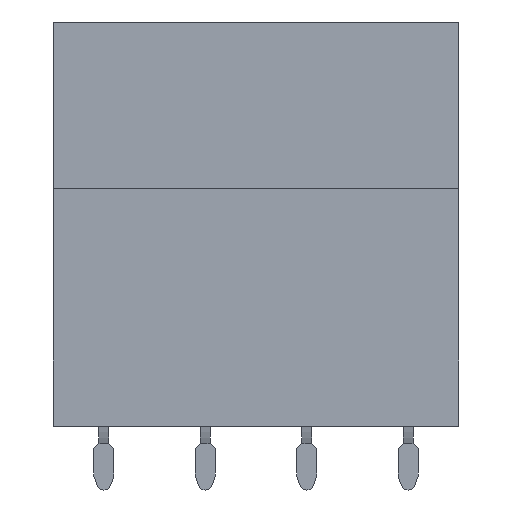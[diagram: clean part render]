
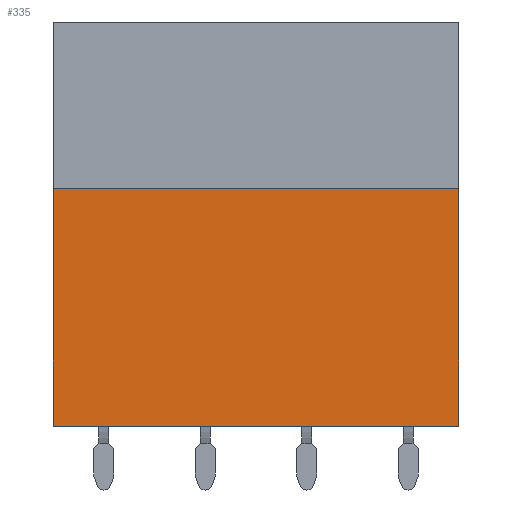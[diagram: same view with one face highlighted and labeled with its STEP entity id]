
A CAD part, front view. The second image highlights one B-rep face of the part: STEP entity #335.
In plain terms, the highlighted planar face has unit normal (0, -1, 0).
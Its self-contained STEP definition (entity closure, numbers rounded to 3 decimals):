
#308=AXIS2_PLACEMENT_3D('Plane Axis2P3D',#305,#306,#307) ;
#260=CARTESIAN_POINT('Vertex',(0.,0.,3.2)) ;
#263=CARTESIAN_POINT('Line Origine',(0.,0.,9.15)) ;
#267=CARTESIAN_POINT('Vertex',(0.,0.,15.1)) ;
#305=CARTESIAN_POINT('Axis2P3D Location',(5.08,0.,0.)) ;
#310=CARTESIAN_POINT('Line Origine',(20.32,0.,9.15)) ;
#314=CARTESIAN_POINT('Vertex',(20.32,0.,3.2)) ;
#316=CARTESIAN_POINT('Vertex',(20.32,0.,15.1)) ;
#319=CARTESIAN_POINT('Line Origine',(10.16,0.,15.1)) ;
#324=CARTESIAN_POINT('Line Origine',(10.16,0.,3.2)) ;
#264=DIRECTION('Vector Direction',(0.,0.,1.)) ;
#306=DIRECTION('Axis2P3D Direction',(0.,1.,-0.)) ;
#307=DIRECTION('Axis2P3D XDirection',(-1.,0.,0.)) ;
#311=DIRECTION('Vector Direction',(0.,0.,1.)) ;
#320=DIRECTION('Vector Direction',(1.,0.,0.)) ;
#325=DIRECTION('Vector Direction',(-1.,0.,0.)) ;
#265=VECTOR('Line Direction',#264,1.) ;
#312=VECTOR('Line Direction',#311,1.) ;
#321=VECTOR('Line Direction',#320,1.) ;
#326=VECTOR('Line Direction',#325,1.) ;
#330=ORIENTED_EDGE('',*,*,#318,.T.) ;
#331=ORIENTED_EDGE('',*,*,#323,.F.) ;
#332=ORIENTED_EDGE('',*,*,#269,.F.) ;
#333=ORIENTED_EDGE('',*,*,#328,.F.) ;
#335=ADVANCED_FACE('BLL 5.08/04/180 3.2 SN OR 1630730000',(#334),#309,.F.) ;
#269=EDGE_CURVE('',#261,#268,#266,.T.) ;
#318=EDGE_CURVE('',#315,#317,#313,.T.) ;
#323=EDGE_CURVE('',#268,#317,#322,.T.) ;
#328=EDGE_CURVE('',#315,#261,#327,.T.) ;
#329=EDGE_LOOP('',(#330,#331,#332,#333)) ;
#334=FACE_OUTER_BOUND('',#329,.T.) ;
#266=LINE('Line',#263,#265) ;
#313=LINE('Line',#310,#312) ;
#322=LINE('Line',#319,#321) ;
#327=LINE('Line',#324,#326) ;
#309=PLANE('',#308) ;
#261=VERTEX_POINT('',#260) ;
#268=VERTEX_POINT('',#267) ;
#315=VERTEX_POINT('',#314) ;
#317=VERTEX_POINT('',#316) ;
